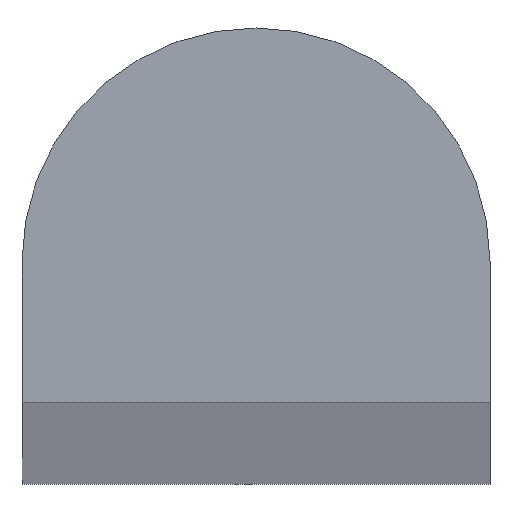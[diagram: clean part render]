
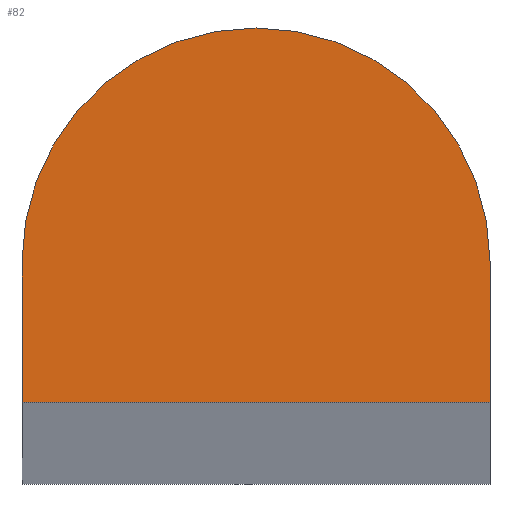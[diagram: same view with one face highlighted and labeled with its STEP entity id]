
A CAD part, top view. The second image highlights one B-rep face of the part: STEP entity #82.
In plain terms, the highlighted planar face has unit normal (0, 0, 1).
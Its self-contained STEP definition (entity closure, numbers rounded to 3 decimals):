
#11 = AXIS2_PLACEMENT_3D ( 'NONE', #115, #160, #166 ) ;
#15 = VECTOR ( 'NONE', #120, 1000. ) ;
#27 = VECTOR ( 'NONE', #234, 1000. ) ;
#33 = AXIS2_PLACEMENT_3D ( 'NONE', #204, #198, #197 ) ;
#48 = FACE_OUTER_BOUND ( 'NONE', #237, .T. ) ;
#52 = VECTOR ( 'NONE', #192, 1000. ) ;
#69 = EDGE_CURVE ( 'NONE', #213, #215, #219, .T. ) ;
#71 = EDGE_CURVE ( 'NONE', #210, #209, #188, .T. ) ;
#76 = EDGE_CURVE ( 'NONE', #215, #210, #87, .T. ) ;
#82 = ADVANCED_FACE ( 'NONE', ( #48 ), #150, .T. ) ;
#85 = EDGE_CURVE ( 'NONE', #209, #213, #99, .T. ) ;
#87 = CIRCLE ( 'NONE', #33, 5. ) ;
#99 = LINE ( 'NONE', #112, #15 ) ;
#109 = CARTESIAN_POINT ( 'NONE',  ( 5., 3., 500. ) ) ;
#112 = CARTESIAN_POINT ( 'NONE',  ( -5., 0., 500. ) ) ;
#115 = CARTESIAN_POINT ( 'NONE',  ( 0., 3., 500. ) ) ;
#117 = CARTESIAN_POINT ( 'NONE',  ( 5., 0., 500. ) ) ;
#120 = DIRECTION ( 'NONE',  ( 1., 0., 0. ) ) ;
#127 = CARTESIAN_POINT ( 'NONE',  ( -5., 3., 500. ) ) ;
#133 = CARTESIAN_POINT ( 'NONE',  ( -5., 0., 500. ) ) ;
#150 = PLANE ( 'NONE',  #11 ) ;
#160 = DIRECTION ( 'NONE',  ( 0., 0., 1. ) ) ;
#166 = DIRECTION ( 'NONE',  ( 1., 0., 0. ) ) ;
#179 = ORIENTED_EDGE ( 'NONE', *, *, #76, .T. ) ;
#182 = ORIENTED_EDGE ( 'NONE', *, *, #71, .T. ) ;
#183 = ORIENTED_EDGE ( 'NONE', *, *, #85, .T. ) ;
#188 = LINE ( 'NONE', #208, #27 ) ;
#189 = ORIENTED_EDGE ( 'NONE', *, *, #69, .T. ) ;
#192 = DIRECTION ( 'NONE',  ( 0., 1., 0. ) ) ;
#197 = DIRECTION ( 'NONE',  ( 1., 0., 0. ) ) ;
#198 = DIRECTION ( 'NONE',  ( 0., 0., 1. ) ) ;
#200 = CARTESIAN_POINT ( 'NONE',  ( 5., 0., 500. ) ) ;
#204 = CARTESIAN_POINT ( 'NONE',  ( 0., 3., 500. ) ) ;
#208 = CARTESIAN_POINT ( 'NONE',  ( -5., 0., 500. ) ) ;
#209 = VERTEX_POINT ( 'NONE', #133 ) ;
#210 = VERTEX_POINT ( 'NONE', #127 ) ;
#213 = VERTEX_POINT ( 'NONE', #117 ) ;
#215 = VERTEX_POINT ( 'NONE', #109 ) ;
#219 = LINE ( 'NONE', #200, #52 ) ;
#234 = DIRECTION ( 'NONE',  ( 0., -1., 0. ) ) ;
#237 = EDGE_LOOP ( 'NONE', ( #182, #183, #189, #179 ) ) ;
